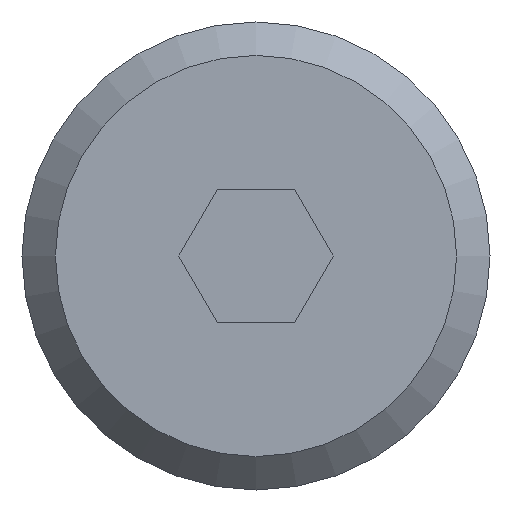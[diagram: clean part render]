
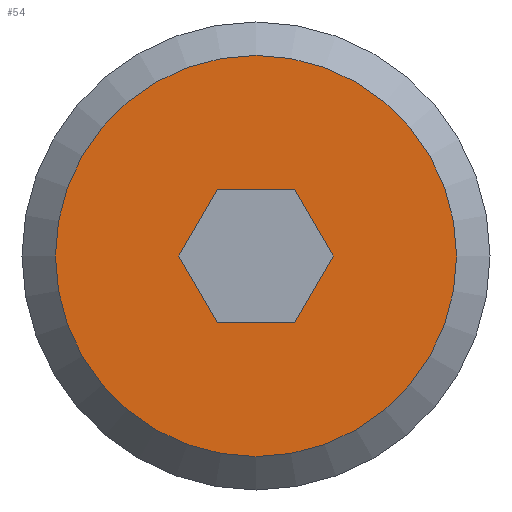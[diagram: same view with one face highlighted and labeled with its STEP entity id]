
A CAD part, left-side view. The second image highlights one B-rep face of the part: STEP entity #54.
In plain terms, the highlighted planar face has unit normal (-1, 0, 0).
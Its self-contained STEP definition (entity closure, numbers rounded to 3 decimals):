
#54 = ADVANCED_FACE( '', ( #122, #123 ), #124, .F. );
#122 = FACE_OUTER_BOUND( '', #209, .T. );
#123 = FACE_BOUND( '', #210, .T. );
#124 = PLANE( '', #211 );
#209 = EDGE_LOOP( '', ( #301 ) );
#210 = EDGE_LOOP( '', ( #302, #303, #304, #305, #306, #307 ) );
#211 = AXIS2_PLACEMENT_3D( '', #308, #309, #310 );
#301 = ORIENTED_EDGE( '', *, *, #431, .F. );
#302 = ORIENTED_EDGE( '', *, *, #441, .T. );
#303 = ORIENTED_EDGE( '', *, *, #442, .T. );
#304 = ORIENTED_EDGE( '', *, *, #443, .T. );
#305 = ORIENTED_EDGE( '', *, *, #444, .T. );
#306 = ORIENTED_EDGE( '', *, *, #436, .T. );
#307 = ORIENTED_EDGE( '', *, *, #445, .T. );
#308 = CARTESIAN_POINT( '', ( 0., 0., 0. ) );
#309 = DIRECTION( '', ( 1., 0., 0. ) );
#310 = DIRECTION( '', ( 0., 0., -1. ) );
#431 = EDGE_CURVE( '', #488, #488, #489, .T. );
#436 = EDGE_CURVE( '', #496, #497, #498, .T. );
#441 = EDGE_CURVE( '', #505, #506, #507, .T. );
#442 = EDGE_CURVE( '', #506, #508, #509, .T. );
#443 = EDGE_CURVE( '', #508, #510, #511, .T. );
#444 = EDGE_CURVE( '', #510, #496, #512, .T. );
#445 = EDGE_CURVE( '', #497, #505, #513, .T. );
#488 = VERTEX_POINT( '', #568 );
#489 = CIRCLE( '', #569, 3. );
#496 = VERTEX_POINT( '', #576 );
#497 = VERTEX_POINT( '', #577 );
#498 = LINE( '', #578, #579 );
#505 = VERTEX_POINT( '', #589 );
#506 = VERTEX_POINT( '', #590 );
#507 = LINE( '', #591, #592 );
#508 = VERTEX_POINT( '', #593 );
#509 = LINE( '', #594, #595 );
#510 = VERTEX_POINT( '', #596 );
#511 = LINE( '', #597, #598 );
#512 = LINE( '', #599, #600 );
#513 = LINE( '', #601, #602 );
#568 = CARTESIAN_POINT( '', ( 0., 0., -3. ) );
#569 = AXIS2_PLACEMENT_3D( '', #667, #668, #669 );
#576 = CARTESIAN_POINT( '', ( 0., 0.577, -1. ) );
#577 = CARTESIAN_POINT( '', ( 0., 1.155, 0. ) );
#578 = CARTESIAN_POINT( '', ( 0., 0.577, -1. ) );
#579 = VECTOR( '', #676, 1000. );
#589 = CARTESIAN_POINT( '', ( 0., 0.577, 1. ) );
#590 = CARTESIAN_POINT( '', ( 0., -0.577, 1. ) );
#591 = CARTESIAN_POINT( '', ( 0., 0.577, 1. ) );
#592 = VECTOR( '', #680, 1000. );
#593 = CARTESIAN_POINT( '', ( 0., -1.155, 0. ) );
#594 = CARTESIAN_POINT( '', ( 0., -0.577, 1. ) );
#595 = VECTOR( '', #681, 1000. );
#596 = CARTESIAN_POINT( '', ( 0., -0.577, -1. ) );
#597 = CARTESIAN_POINT( '', ( 0., -1.155, 0. ) );
#598 = VECTOR( '', #682, 1000. );
#599 = CARTESIAN_POINT( '', ( 0., -0.577, -1. ) );
#600 = VECTOR( '', #683, 1000. );
#601 = CARTESIAN_POINT( '', ( 0., 1.155, 0. ) );
#602 = VECTOR( '', #684, 1000. );
#667 = CARTESIAN_POINT( '', ( 0., 0., 0. ) );
#668 = DIRECTION( '', ( 1., 0., 0. ) );
#669 = DIRECTION( '', ( 0., 0., -1. ) );
#676 = DIRECTION( '', ( 0., 0.5, 0.866 ) );
#680 = DIRECTION( '', ( 0., -1., 0. ) );
#681 = DIRECTION( '', ( 0., -0.5, -0.866 ) );
#682 = DIRECTION( '', ( 0., 0.5, -0.866 ) );
#683 = DIRECTION( '', ( 0., 1., 0. ) );
#684 = DIRECTION( '', ( 0., -0.5, 0.866 ) );
